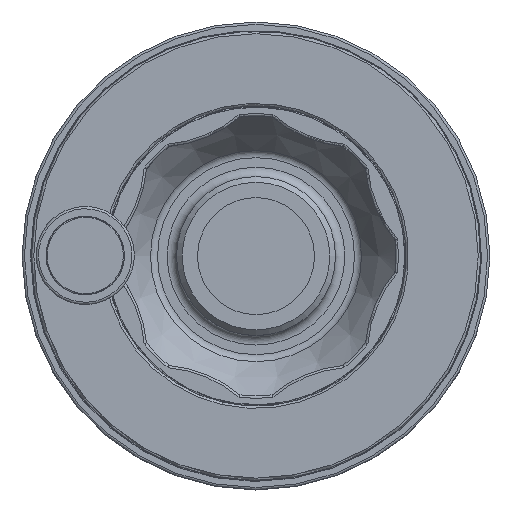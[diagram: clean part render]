
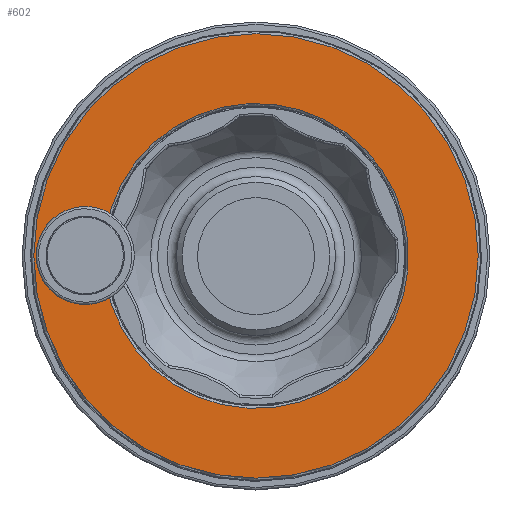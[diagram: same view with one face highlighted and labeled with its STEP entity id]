
A CAD part, top view. The second image highlights one B-rep face of the part: STEP entity #602.
In plain terms, the highlighted planar face has unit normal (0, 0, 1).
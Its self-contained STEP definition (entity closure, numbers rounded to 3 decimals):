
#602 = ADVANCED_FACE( '', ( #1770, #1771 ), #1772, .F. );
#1770 = FACE_OUTER_BOUND( '', #3275, .T. );
#1771 = FACE_BOUND( '', #3276, .T. );
#1772 = PLANE( '', #3277 );
#3275 = EDGE_LOOP( '', ( #7953 ) );
#3276 = EDGE_LOOP( '', ( #7954, #7955, #7956, #7957, #7958, #7959 ) );
#3277 = AXIS2_PLACEMENT_3D( '', #7960, #7961, #7962 );
#7953 = ORIENTED_EDGE( '', *, *, #10571, .T. );
#7954 = ORIENTED_EDGE( '', *, *, #10572, .F. );
#7955 = ORIENTED_EDGE( '', *, *, #10573, .T. );
#7956 = ORIENTED_EDGE( '', *, *, #10574, .F. );
#7957 = ORIENTED_EDGE( '', *, *, #10575, .F. );
#7958 = ORIENTED_EDGE( '', *, *, #10576, .F. );
#7959 = ORIENTED_EDGE( '', *, *, #10577, .F. );
#7960 = CARTESIAN_POINT( '', ( 0., 48., 38.57 ) );
#7961 = DIRECTION( '', ( 0., 0., -1. ) );
#7962 = DIRECTION( '', ( -1., 0., 0. ) );
#10571 = EDGE_CURVE( '', #13480, #13480, #13481, .F. );
#10572 = EDGE_CURVE( '', #13482, #13483, #13484, .T. );
#10573 = EDGE_CURVE( '', #13482, #13485, #13486, .T. );
#10574 = EDGE_CURVE( '', #13487, #13485, #13488, .T. );
#10575 = EDGE_CURVE( '', #13489, #13487, #13490, .T. );
#10576 = EDGE_CURVE( '', #13491, #13489, #13492, .T. );
#10577 = EDGE_CURVE( '', #13483, #13491, #13493, .T. );
#13480 = VERTEX_POINT( '', #20728 );
#13481 = CIRCLE( '', #20729, 47.5 );
#13482 = VERTEX_POINT( '', #20730 );
#13483 = VERTEX_POINT( '', #20731 );
#13484 = LINE( '', #20732, #20733 );
#13485 = VERTEX_POINT( '', #20734 );
#13486 = CIRCLE( '', #20735, 32.6 );
#13487 = VERTEX_POINT( '', #20736 );
#13488 = LINE( '', #20737, #20738 );
#13489 = VERTEX_POINT( '', #20739 );
#13490 = LINE( '', #20740, #20741 );
#13491 = VERTEX_POINT( '', #20742 );
#13492 = LINE( '', #20743, #20744 );
#13493 = LINE( '', #20745, #20746 );
#20728 = CARTESIAN_POINT( '', ( -47.5, 0., 38.57 ) );
#20729 = AXIS2_PLACEMENT_3D( '', #23506, #23507, #23508 );
#20730 = CARTESIAN_POINT( '', ( -32.222, 4.951, 38.57 ) );
#20731 = CARTESIAN_POINT( '', ( -36.643, 7.439, 38.57 ) );
#20732 = CARTESIAN_POINT( '', ( -26.144, 1.532, 38.57 ) );
#20733 = VECTOR( '', #23509, 1000. );
#20734 = CARTESIAN_POINT( '', ( -32.222, -4.951, 38.57 ) );
#20735 = AXIS2_PLACEMENT_3D( '', #23510, #23511, #23512 );
#20736 = CARTESIAN_POINT( '', ( -36.643, -7.439, 38.57 ) );
#20737 = CARTESIAN_POINT( '', ( 14.881, 21.55, 38.57 ) );
#20738 = VECTOR( '', #23513, 1000. );
#20739 = CARTESIAN_POINT( '', ( -42.993, -3.866, 38.57 ) );
#20740 = CARTESIAN_POINT( '', ( -32.501, -9.769, 38.57 ) );
#20741 = VECTOR( '', #23514, 1000. );
#20742 = CARTESIAN_POINT( '', ( -42.993, 3.866, 38.57 ) );
#20743 = CARTESIAN_POINT( '', ( -42.993, 48., 38.57 ) );
#20744 = VECTOR( '', #23515, 1000. );
#20745 = CARTESIAN_POINT( '', ( 8.524, 32.85, 38.57 ) );
#20746 = VECTOR( '', #23516, 1000. );
#23506 = CARTESIAN_POINT( '', ( 0., 0., 38.57 ) );
#23507 = DIRECTION( '', ( 0., 0., -1. ) );
#23508 = DIRECTION( '', ( -1., 0., 0. ) );
#23509 = DIRECTION( '', ( -0.872, 0.49, 0. ) );
#23510 = CARTESIAN_POINT( '', ( 0., 0., 38.57 ) );
#23511 = DIRECTION( '', ( 0., 0., -1. ) );
#23512 = DIRECTION( '', ( -1., 0., 0. ) );
#23513 = DIRECTION( '', ( 0.872, 0.49, 0. ) );
#23514 = DIRECTION( '', ( 0.872, -0.49, 0. ) );
#23515 = DIRECTION( '', ( 0., -1., 0. ) );
#23516 = DIRECTION( '', ( -0.872, -0.49, 0. ) );
